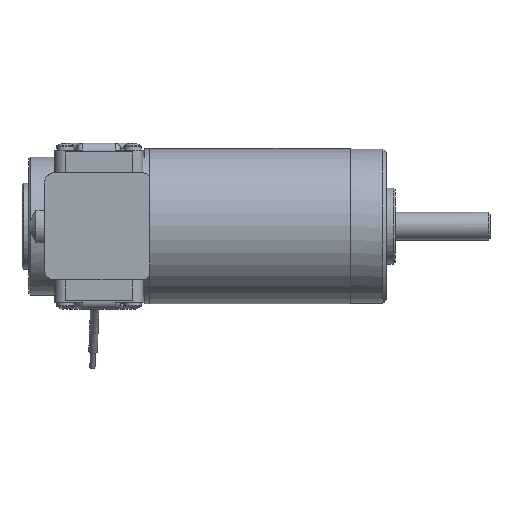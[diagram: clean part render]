
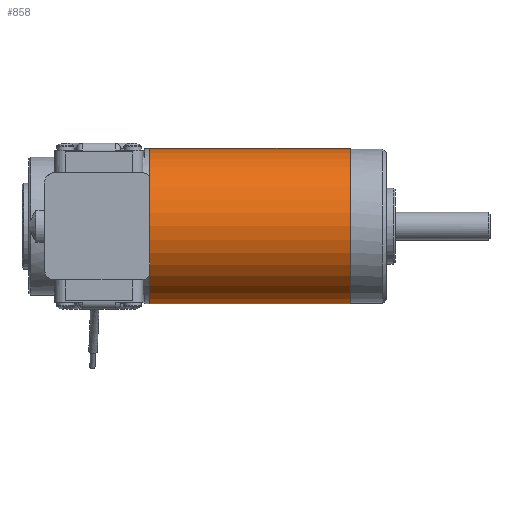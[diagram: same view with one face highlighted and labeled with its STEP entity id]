
A CAD part, front view. The second image highlights one B-rep face of the part: STEP entity #858.
In plain terms, the highlighted cylindrical face has radius 22.5 mm (diameter 45 mm), a full revolution.
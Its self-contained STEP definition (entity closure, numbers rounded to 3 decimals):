
#350 = DIRECTION ( 'NONE',  ( 0., 0., 1. ) ) ;
#353 = DIRECTION ( 'NONE',  ( 1., 0., 0. ) ) ;
#368 = CARTESIAN_POINT ( 'NONE',  ( -0.499, 0., 0. ) ) ;
#858 = ADVANCED_FACE ( 'Defeature ausgef�hrt1_35', ( #3310, #3300 ), #3297, .T. ) ;
#2940 = EDGE_CURVE ( 'NONE', #9581, #9581, #6074, .T. ) ;
#3238 = DIRECTION ( 'NONE',  ( 0., 0., -1. ) ) ;
#3266 = DIRECTION ( 'NONE',  ( 1., 0., 0. ) ) ;
#3282 = CARTESIAN_POINT ( 'NONE',  ( -0.5, 0., 0. ) ) ;
#3297 = CYLINDRICAL_SURFACE ( 'NONE', #10231, 22.5 ) ;
#3300 = FACE_OUTER_BOUND ( 'NONE', #5847, .T. ) ;
#3310 = FACE_OUTER_BOUND ( 'NONE', #7656, .T. ) ;
#3901 = ORIENTED_EDGE ( 'NONE', *, *, #7895, .F. ) ;
#4933 = AXIS2_PLACEMENT_3D ( 'NONE', #12726, #12714, #12706 ) ;
#5847 = EDGE_LOOP ( 'NONE', ( #10345 ) ) ;
#6074 = CIRCLE ( 'NONE', #11580, 22.5 ) ;
#7656 = EDGE_LOOP ( 'NONE', ( #3901 ) ) ;
#7895 = EDGE_CURVE ( 'NONE', #8644, #8644, #10619, .T. ) ;
#8626 = CARTESIAN_POINT ( 'NONE',  ( 57.5, 0., -22.5 ) ) ;
#8644 = VERTEX_POINT ( 'NONE', #8626 ) ;
#9551 = CARTESIAN_POINT ( 'NONE',  ( -0.499, 0., 22.5 ) ) ;
#9581 = VERTEX_POINT ( 'NONE', #9551 ) ;
#10231 = AXIS2_PLACEMENT_3D ( 'NONE', #3282, #3266, #3238 ) ;
#10345 = ORIENTED_EDGE ( 'NONE', *, *, #2940, .T. ) ;
#10619 = CIRCLE ( 'NONE', #4933, 22.5 ) ;
#11580 = AXIS2_PLACEMENT_3D ( 'NONE', #368, #353, #350 ) ;
#12706 = DIRECTION ( 'NONE',  ( 0., 0., -1. ) ) ;
#12714 = DIRECTION ( 'NONE',  ( 1., 0., 0. ) ) ;
#12726 = CARTESIAN_POINT ( 'NONE',  ( 57.5, 0., 0. ) ) ;
